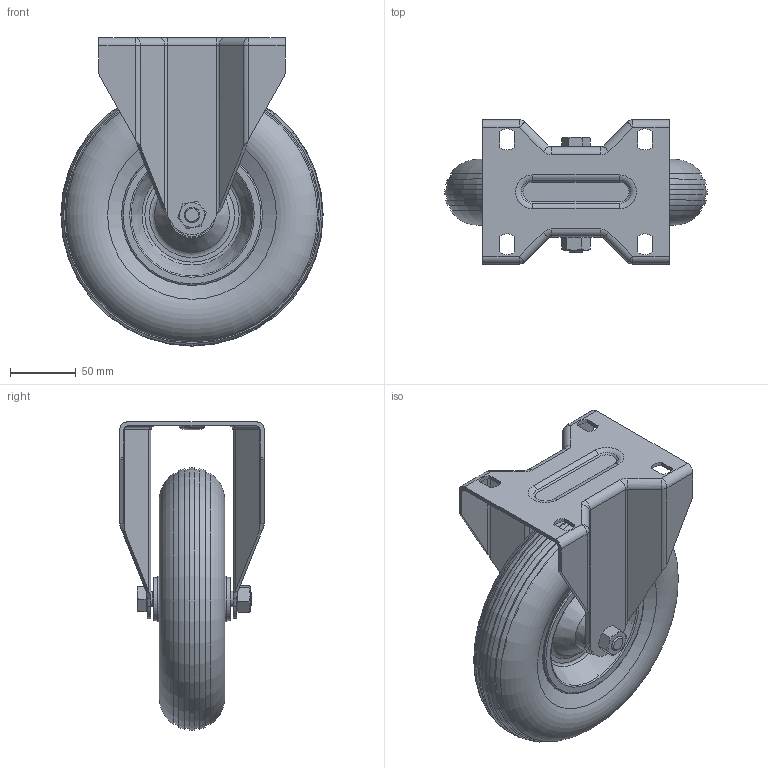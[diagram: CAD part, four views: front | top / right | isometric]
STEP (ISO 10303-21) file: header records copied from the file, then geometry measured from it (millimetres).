
FILE_DESCRIPTION(/* description */ (''),/* implementation_level */ '2;1');
FILE_NAME(/* name */ 'V91A200SPRP05.step',/* time_stamp */ '2025-06-23T16:12:19+01:00',/* author */ (''),/* organization */ (''),/* preprocessor_version */ 'ST-DEVELOPER v20.1',/* originating_system */ 'Autodesk Translation Framework v14.10.0.0',/* authorisation */ '');
FILE_SCHEMA (('AUTOMOTIVE_DESIGN { 1 0 10303 214 3 1 1 }'));
Length unit declared in the file: millimetre
Products named in the file (10): V91A200SPRP05; ruota pneumatica200; nucleo; pneumatico; camera d'aria; gabbia rulli schematica ø31xø20x40; tappi; S80A200; UNI 5588 - M12 - 1,75; DIN 933 - M12  x 80
Assembly tree (9 placements, depth 3):
  V91A200SPRP05
    ruota pneumatica200
      nucleo
      pneumatico
      tappi  x2
      gabbia rulli schematica ø31xø20x40
    S80A200
    UNI 5588 - M12 - 1,75
    DIN 933 - M12  x 80
  camera d'aria
Bounding box: 199.98 x 110 x 234.99 mm (x, y, z)
Volume: 437154.5 mm3; surface area: 421155.1 mm2
Topology: 9 solids, 11 shells, 318 faces, 700 edges, 426 vertices
Faces by surface type: plane 128, cylinder 90, torus 42, cone 40, bspline 18
Full cylindrical faces by diameter (mm): 10.106 x1, 11.053 x1, 12 x1, 12.4 x2, 17.2 x1, 21 x2, 22 x1, 29 x1, 31 x3, 33 x2, 35 x1, 101 x2, 107 x2
Entity records: 9938 total; most frequent: CARTESIAN_POINT 2600, DIRECTION 1601, ORIENTED_EDGE 1366, EDGE_CURVE 683, AXIS2_PLACEMENT_3D 655, VERTEX_POINT 420, EDGE_LOOP 369, CIRCLE 324
